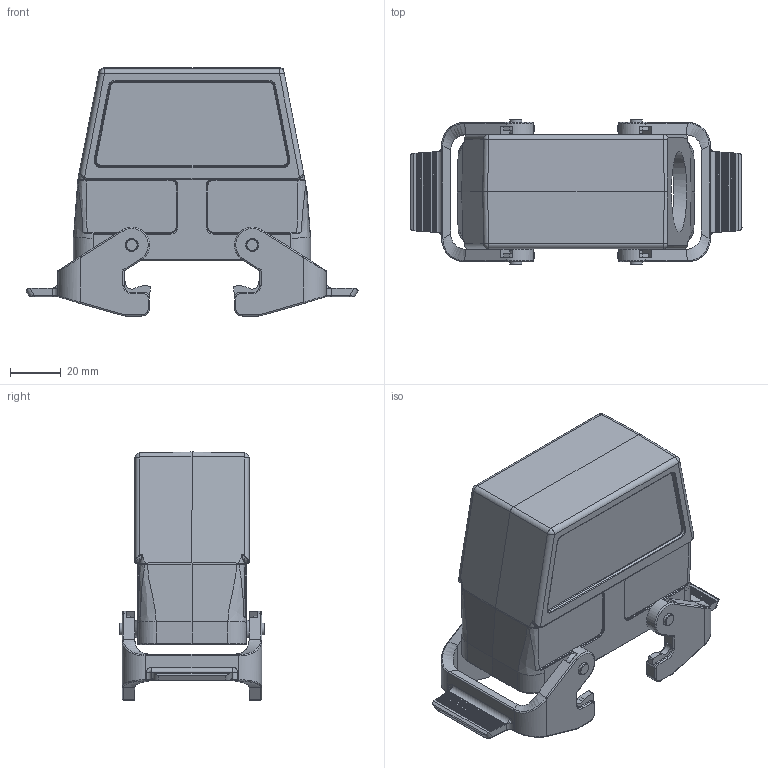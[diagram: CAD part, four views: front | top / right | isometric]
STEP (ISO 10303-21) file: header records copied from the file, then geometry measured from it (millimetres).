
FILE_DESCRIPTION(/* description */ (''),/* implementation_level */ '2;1');
FILE_NAME(/* name */ '100094864ugm000_c.stp',/* time_stamp */ '2017-10-27T12:52:54+02:00',/* author */ (''),/* organization */ (''),/* preprocessor_version */ 'ST-DEVELOPER v16',/* originating_system */ 'SIEMENS PLM Software NX 10.0',/* authorisation */ '');
FILE_SCHEMA (('AUTOMOTIVE_DESIGN { 1 0 10303 214 3 1 1 1 }'));
Length unit declared in the file: millimetre
Products named in the file (1): 100094864ugm000_c
Bounding box: 130.9 x 57.2 x 97.8 mm (x, y, z)
Volume: 101066 mm3; surface area: 55020.1 mm2
Topology: 3 solids, 3 shells, 909 faces, 2696 edges, 2141 vertices
Faces by surface type: plane 370, cylinder 249, bspline 188, torus 55, cone 41, sphere 6
Full cylindrical faces by diameter (mm): 3 x4, 5.1 x4, 32 x1
Entity records: 39128 total; most frequent: CARTESIAN_POINT 12800, ORIENTED_EDGE 4546, DIRECTION 4143, EDGE_CURVE 2273, VERTEX_POINT 1417, AXIS2_PLACEMENT_3D 1417, LINE 1309, VECTOR 1309
